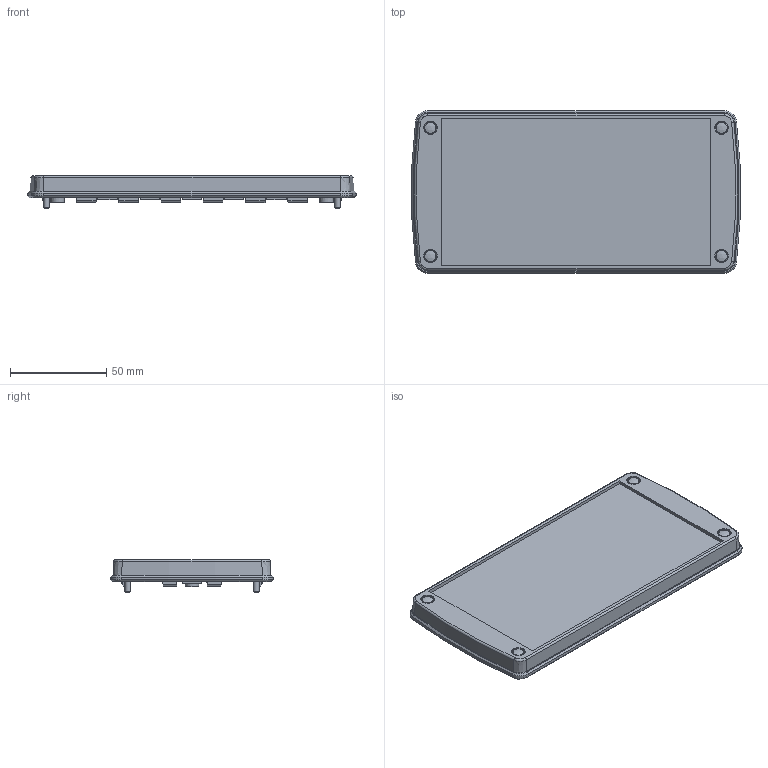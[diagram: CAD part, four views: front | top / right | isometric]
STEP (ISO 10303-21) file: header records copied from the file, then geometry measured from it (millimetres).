
FILE_DESCRIPTION((''),'2;1');
FILE_NAME('84168100_ABD 1680.stp','2011-10-21T11:06:37',('Kotzmaier'),(''),'Autodesk Inventor 2011','Autodesk Inventor 2011','');
FILE_SCHEMA(('AUTOMOTIVE_DESIGN { 1 2 10303 214 0 1 1 1 }'));
Length unit declared in the file: millimetre
Products named in the file (5): 84168100_ABD 1680; ABD 1680_1009800_3D; DI 1680_1008097_3DSYM; 1009410_3D; SHR Z KT30X10 WN 1452 OG_3DSYM
Assembly tree (10 placements, depth 2):
  84168100_ABD 1680
    ABD 1680_1009800_3D
    DI 1680_1008097_3DSYM
    1009410_3D  x4
    SHR Z KT30X10 WN 1452 OG_3DSYM  x4
Bounding box: 171.1 x 84.6 x 17.05 mm (x, y, z)
Volume: 71706.5 mm3; surface area: 48537.7 mm2
Topology: 10 solids, 10 shells, 896 faces, 2183 edges, 1346 vertices
Faces by surface type: plane 360, cylinder 298, bspline 70, sphere 68, cone 64, torus 36
Full cylindrical faces by diameter (mm): 3 x4, 3.4 x4, 4.6 x2, 5.3 x4, 5.6 x4, 6 x4, 6.4 x4, 7 x4
Entity records: 25814 total; most frequent: CARTESIAN_POINT 7229, DIRECTION 3852, ORIENTED_EDGE 3726, EDGE_CURVE 1863, AXIS2_PLACEMENT_3D 1392, VERTEX_POINT 1189, VECTOR 1068, LINE 1068
